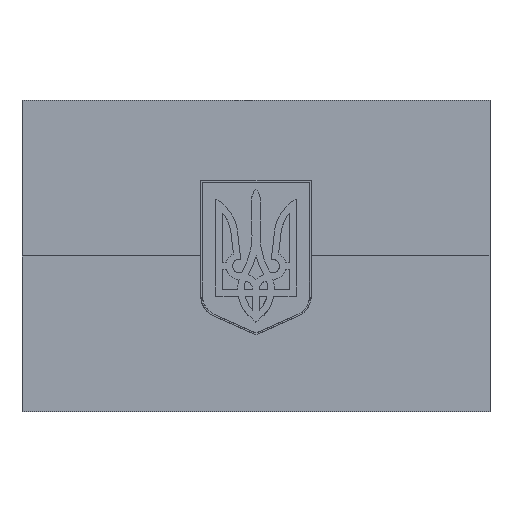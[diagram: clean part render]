
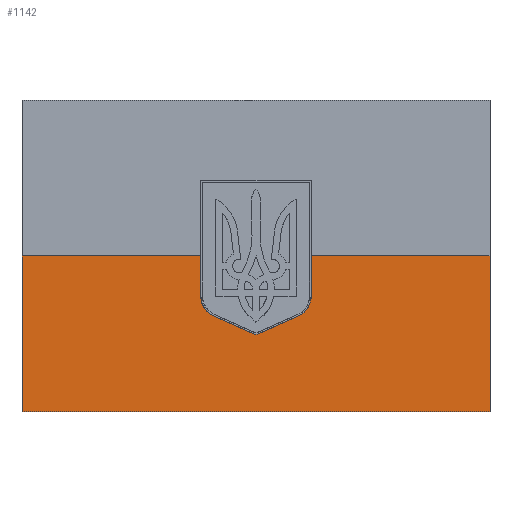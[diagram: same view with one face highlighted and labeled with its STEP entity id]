
A CAD part, top view. The second image highlights one B-rep face of the part: STEP entity #1142.
In plain terms, the highlighted free-form (B-spline) face has degree [1, 1] with [2, 2] control points.
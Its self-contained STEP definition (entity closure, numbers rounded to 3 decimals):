
#1008 = VERTEX_POINT('',#1009);
#1009 = CARTESIAN_POINT('',(1050.664,0.,
    0.5));
#1014 = EDGE_CURVE('',#1008,#1015,#1017,.T.);
#1015 = VERTEX_POINT('',#1016);
#1016 = CARTESIAN_POINT('',(1050.664,-700.442,
    0.5));
#1017 = B_SPLINE_CURVE_WITH_KNOTS('',1,(#1018,#1019),.UNSPECIFIED.,.F.,
  .F.,(2,2),(0.,700.),.PIECEWISE_BEZIER_KNOTS.);
#1018 = CARTESIAN_POINT('',(1050.664,0.,
    0.5));
#1019 = CARTESIAN_POINT('',(1050.664,-700.442,
    0.5));
#1049 = EDGE_CURVE('',#1050,#1015,#1052,.T.);
#1050 = VERTEX_POINT('',#1051);
#1051 = CARTESIAN_POINT('',(-1050.664,-700.442,
    0.5));
#1052 = B_SPLINE_CURVE_WITH_KNOTS('',1,(#1053,#1054),.UNSPECIFIED.,.F.,
  .F.,(2,2),(-1050.,1050.),.PIECEWISE_BEZIER_KNOTS.);
#1053 = CARTESIAN_POINT('',(-1050.664,-700.442,
    0.5));
#1054 = CARTESIAN_POINT('',(1050.664,-700.442,
    0.5));
#1125 = EDGE_CURVE('',#1126,#1050,#1128,.T.);
#1126 = VERTEX_POINT('',#1127);
#1127 = CARTESIAN_POINT('',(-1050.664,0.,
    0.5));
#1128 = B_SPLINE_CURVE_WITH_KNOTS('',1,(#1129,#1130),.UNSPECIFIED.,.F.,
  .F.,(2,2),(0.,700.),.PIECEWISE_BEZIER_KNOTS.);
#1129 = CARTESIAN_POINT('',(-1050.664,0.,
    0.5));
#1130 = CARTESIAN_POINT('',(-1050.664,-700.442,
    0.5));
#1142 = ADVANCED_FACE('',(#1143),#1204,.T.);
#1143 = FACE_BOUND('',#1144,.T.);
#1144 = EDGE_LOOP('',(#1145,#1152,#1159,#1167,#1174,#1181,#1189,#1196,
    #1201,#1202,#1203));
#1145 = ORIENTED_EDGE('',*,*,#1146,.F.);
#1146 = EDGE_CURVE('',#1147,#1008,#1149,.T.);
#1147 = VERTEX_POINT('',#1148);
#1148 = CARTESIAN_POINT('',(247.656,0.,
    0.5));
#1149 = B_SPLINE_CURVE_WITH_KNOTS('',1,(#1150,#1151),.UNSPECIFIED.,.F.,
  .F.,(2,2),(247.5,1050.),.PIECEWISE_BEZIER_KNOTS.);
#1150 = CARTESIAN_POINT('',(247.656,0.,
    0.5));
#1151 = CARTESIAN_POINT('',(1050.664,0.,
    0.5));
#1152 = ORIENTED_EDGE('',*,*,#1153,.T.);
#1153 = EDGE_CURVE('',#1147,#1154,#1156,.T.);
#1154 = VERTEX_POINT('',#1155);
#1155 = CARTESIAN_POINT('',(247.656,-180.034,
    0.5));
#1156 = B_SPLINE_CURVE_WITH_KNOTS('',1,(#1157,#1158),.UNSPECIFIED.,.F.,
  .F.,(2,2),(0.,179.92),
  .PIECEWISE_BEZIER_KNOTS.);
#1157 = CARTESIAN_POINT('',(247.656,0.,
    0.5));
#1158 = CARTESIAN_POINT('',(247.656,-180.034,
    0.5));
#1159 = ORIENTED_EDGE('',*,*,#1160,.T.);
#1160 = EDGE_CURVE('',#1154,#1161,#1163,.T.);
#1161 = VERTEX_POINT('',#1162);
#1162 = CARTESIAN_POINT('',(189.656,-269.214,
    0.5));
#1163 = ( BOUNDED_CURVE() B_SPLINE_CURVE(2,(#1164,#1165,#1166),
.UNSPECIFIED.,.F.,.F.) B_SPLINE_CURVE_WITH_KNOTS((3,3),(0.,
1.153),.PIECEWISE_BEZIER_KNOTS.) CURVE() 
GEOMETRIC_REPRESENTATION_ITEM() RATIONAL_B_SPLINE_CURVE((1.,
0.838,1.)) REPRESENTATION_ITEM('') );
#1164 = CARTESIAN_POINT('',(247.656,-180.034,
    0.5));
#1165 = CARTESIAN_POINT('',(247.656,-243.485,
    0.5));
#1166 = CARTESIAN_POINT('',(189.656,-269.214,
    0.5));
#1167 = ORIENTED_EDGE('',*,*,#1168,.T.);
#1168 = EDGE_CURVE('',#1161,#1169,#1171,.T.);
#1169 = VERTEX_POINT('',#1170);
#1170 = CARTESIAN_POINT('',(0.,-353.348,
    0.5));
#1171 = B_SPLINE_CURVE_WITH_KNOTS('',1,(#1172,#1173),.UNSPECIFIED.,.F.,
  .F.,(2,2),(-64.156,143.193),.PIECEWISE_BEZIER_KNOTS.);
#1172 = CARTESIAN_POINT('',(189.656,-269.214,
    0.5));
#1173 = CARTESIAN_POINT('',(0.,-353.348,
    0.5));
#1174 = ORIENTED_EDGE('',*,*,#1175,.T.);
#1175 = EDGE_CURVE('',#1169,#1176,#1178,.T.);
#1176 = VERTEX_POINT('',#1177);
#1177 = CARTESIAN_POINT('',(-189.656,-269.214,
    0.5));
#1178 = B_SPLINE_CURVE_WITH_KNOTS('',1,(#1179,#1180),.UNSPECIFIED.,.F.,
  .F.,(2,2),(-143.193,64.156),.PIECEWISE_BEZIER_KNOTS.);
#1179 = CARTESIAN_POINT('',(0.,-353.348,
    0.5));
#1180 = CARTESIAN_POINT('',(-189.656,-269.214,
    0.5));
#1181 = ORIENTED_EDGE('',*,*,#1182,.T.);
#1182 = EDGE_CURVE('',#1176,#1183,#1185,.T.);
#1183 = VERTEX_POINT('',#1184);
#1184 = CARTESIAN_POINT('',(-247.656,-180.034,
    0.5));
#1185 = ( BOUNDED_CURVE() B_SPLINE_CURVE(2,(#1186,#1187,#1188),
.UNSPECIFIED.,.F.,.F.) B_SPLINE_CURVE_WITH_KNOTS((3,3),(1.988,
3.142),.PIECEWISE_BEZIER_KNOTS.) CURVE() 
GEOMETRIC_REPRESENTATION_ITEM() RATIONAL_B_SPLINE_CURVE((1.,
0.838,1.)) REPRESENTATION_ITEM('') );
#1186 = CARTESIAN_POINT('',(-189.656,-269.214,
    0.5));
#1187 = CARTESIAN_POINT('',(-247.656,-243.485,
    0.5));
#1188 = CARTESIAN_POINT('',(-247.656,-180.034,
    0.5));
#1189 = ORIENTED_EDGE('',*,*,#1190,.T.);
#1190 = EDGE_CURVE('',#1183,#1191,#1193,.T.);
#1191 = VERTEX_POINT('',#1192);
#1192 = CARTESIAN_POINT('',(-247.656,0.,
    0.5));
#1193 = B_SPLINE_CURVE_WITH_KNOTS('',1,(#1194,#1195),.UNSPECIFIED.,.F.,
  .F.,(2,2),(-179.92,0.),
  .PIECEWISE_BEZIER_KNOTS.);
#1194 = CARTESIAN_POINT('',(-247.656,-180.034,
    0.5));
#1195 = CARTESIAN_POINT('',(-247.656,0.,
    0.5));
#1196 = ORIENTED_EDGE('',*,*,#1197,.T.);
#1197 = EDGE_CURVE('',#1191,#1126,#1198,.T.);
#1198 = B_SPLINE_CURVE_WITH_KNOTS('',1,(#1199,#1200),.UNSPECIFIED.,.F.,
  .F.,(2,2),(247.5,1050.),.PIECEWISE_BEZIER_KNOTS.);
#1199 = CARTESIAN_POINT('',(-247.656,0.,
    0.5));
#1200 = CARTESIAN_POINT('',(-1050.664,0.,
    0.5));
#1201 = ORIENTED_EDGE('',*,*,#1125,.T.);
#1202 = ORIENTED_EDGE('',*,*,#1049,.T.);
#1203 = ORIENTED_EDGE('',*,*,#1014,.F.);
#1204 = B_SPLINE_SURFACE_WITH_KNOTS('',1,1,(
    (#1205,#1206)
    ,(#1207,#1208
    )),.UNSPECIFIED.,.F.,.F.,.F.,(2,2),(2,2),(-1050.,1050.),(-700.
    ,0.),.PIECEWISE_BEZIER_KNOTS.);
#1205 = CARTESIAN_POINT('',(-1050.664,-700.442,
    0.5));
#1206 = CARTESIAN_POINT('',(-1050.664,0.,
    0.5));
#1207 = CARTESIAN_POINT('',(1050.664,-700.442,
    0.5));
#1208 = CARTESIAN_POINT('',(1050.664,0.,
    0.5));
